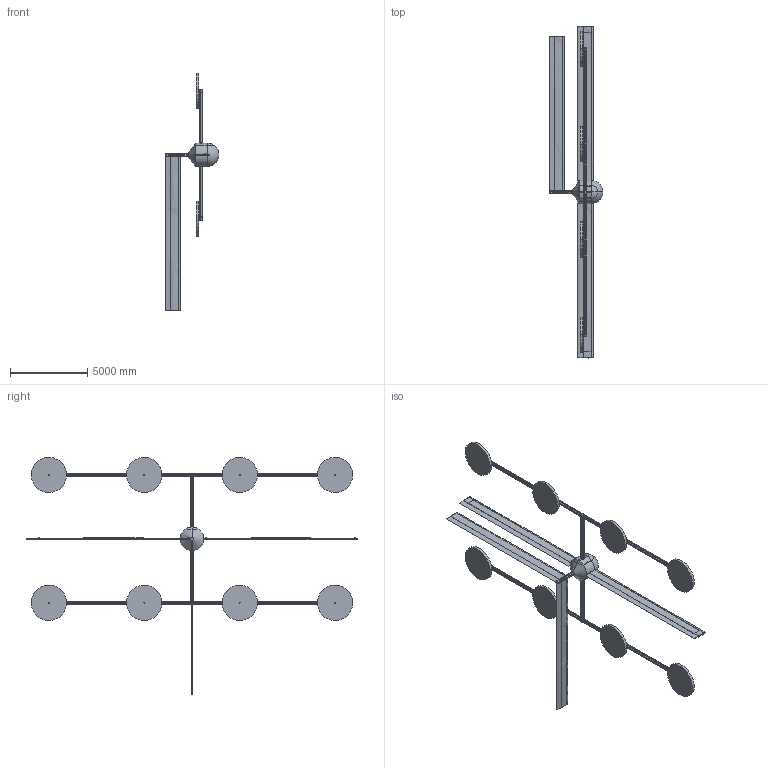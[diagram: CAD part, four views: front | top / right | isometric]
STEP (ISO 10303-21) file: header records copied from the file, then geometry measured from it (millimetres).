
FILE_DESCRIPTION((''),'2;1');
FILE_NAME('UAV_1_ASM','2022-06-04T14:47:11',('metelkma'),(''),'CREO PARAMETRIC BY PTC INC, 2019352','CREO PARAMETRIC BY PTC INC, 2019352','');
FILE_SCHEMA(('AUTOMOTIVE_DESIGN { 1 0 10303 214 1 1 1 1 }'));
Length unit declared in the file: millimetre
Products named in the file (49): ORIENTUAV_1Z; FUSE_SPHERE_CONE_17Z; FUSE_CYL_PORTED_28Z; FUSE_CYL_PORTED_47Z; FUSE_CYL_PORTED_41Z; FUSE_CYL_PORTED_2Z; FUSE_CYL_PORTED_8Z; FUSE_CYL_PORTED_48Z; PARA_MOTOR_21Z; PARA_PROP_9Z; PARA_MOTOR_4Z; PARA_PROP_10Z; FUSE_CYL_PORTED_22Z; FUSE_CYL_PORTED_14Z; FUSE_CYL_PORTED_31Z; FUSE_CYL_PORTED_7Z; PARA_MOTOR_15Z; PARA_PROP_19Z; PARA_MOTOR_37Z; PARA_PROP_16Z; NACA_SYM_WING_TAPER_33Z; MEGA_BATTERY_32Z; DISC_PASSENGER_5Z; DISC_PASSENGER_6Z; NACA_SYM_WING_TAPER_29Z; MEGA_BATTERY_26Z; FUSE_CYL_PORTED_12Z; FUSE_CYL_PORTED_36Z; NACA_SYM_WING_TAPER_30Z; NACA_SYM_WING_TAPER_43Z; FUSE_CYL_PORTED_39Z; FUSE_CYL_PORTED_3Z; FUSE_CYL_PORTED_13Z; FUSE_CYL_PORTED_20Z; FUSE_CYL_PORTED_45Z; FUSE_CYL_PORTED_27Z; PARA_MOTOR_34Z; PARA_PROP_18Z; PARA_MOTOR_23Z; PARA_PROP_25Z ...
Assembly tree (48 placements, depth 2):
  UAV_1_ASM
    ORIENTUAV_1Z
    FUSE_SPHERE_CONE_17Z
    FUSE_CYL_PORTED_28Z
    FUSE_CYL_PORTED_47Z
    FUSE_CYL_PORTED_41Z
    FUSE_CYL_PORTED_2Z
    FUSE_CYL_PORTED_8Z
    FUSE_CYL_PORTED_48Z
    PARA_MOTOR_21Z
    PARA_PROP_9Z
    PARA_MOTOR_4Z
    PARA_PROP_10Z
    FUSE_CYL_PORTED_22Z
    FUSE_CYL_PORTED_14Z
    FUSE_CYL_PORTED_31Z
    FUSE_CYL_PORTED_7Z
    PARA_MOTOR_15Z
    PARA_PROP_19Z
    PARA_MOTOR_37Z
    PARA_PROP_16Z
    NACA_SYM_WING_TAPER_33Z
    MEGA_BATTERY_32Z
    DISC_PASSENGER_5Z
    DISC_PASSENGER_6Z
    NACA_SYM_WING_TAPER_29Z
    MEGA_BATTERY_26Z
    FUSE_CYL_PORTED_12Z
    FUSE_CYL_PORTED_36Z
    NACA_SYM_WING_TAPER_30Z
    NACA_SYM_WING_TAPER_43Z
    FUSE_CYL_PORTED_39Z
    FUSE_CYL_PORTED_3Z
    FUSE_CYL_PORTED_13Z
    FUSE_CYL_PORTED_20Z
    FUSE_CYL_PORTED_45Z
    FUSE_CYL_PORTED_27Z
    PARA_MOTOR_34Z
    PARA_PROP_18Z
    PARA_MOTOR_23Z
    PARA_PROP_25Z
    FUSE_CYL_PORTED_44Z
    FUSE_CYL_PORTED_11Z
    FUSE_CYL_PORTED_24Z
    FUSE_CYL_PORTED_46Z
    PARA_MOTOR_40Z
    PARA_PROP_38Z
    PARA_MOTOR_42Z
    PARA_PROP_35Z
Bounding box: 3482 x 21520 x 15386 mm (x, y, z)
Volume: 9040245330 mm3; surface area: 313191265.1 mm2
Topology: 47 solids, 71 shells, 1233 faces, 2742 edges, 1832 vertices
Faces by surface type: cylinder 659, plane 504, cone 37, bspline 20, sphere 9, torus 4
Entity records: 62433 total; most frequent: CARTESIAN_POINT 12980, DIRECTION 6484, ORIENTED_EDGE 5088, PRESENTATION_STYLE_ASSIGNMENT 2978, STYLED_ITEM 2858, CURVE_STYLE 2795, AXIS2_PLACEMENT_3D 2601, EDGE_CURVE 2544
